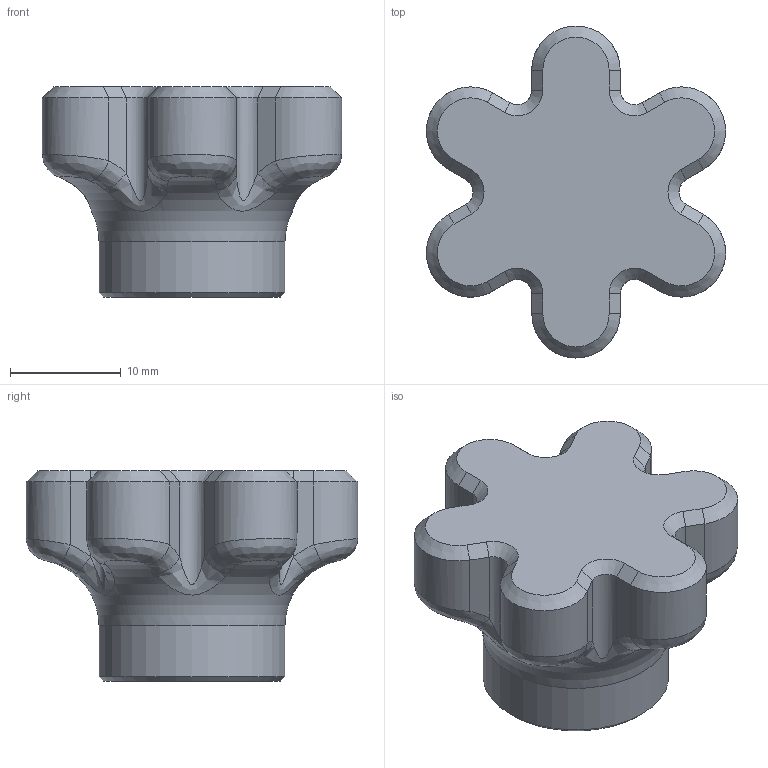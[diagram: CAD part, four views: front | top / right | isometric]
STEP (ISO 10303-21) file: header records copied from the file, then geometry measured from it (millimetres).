
FILE_DESCRIPTION(/* description */ ('Unknown'),/* implementation_level */ '2;1');
FILE_NAME(/* name */ 'knob',/* time_stamp */ '2025-03-07T22:50:29+01:00',/* author */ ('Unknown'),/* organization */ ('Unknown'),/* preprocessor_version */ 'ST-DEVELOPER v19.4',/* originating_system */ 'Solid Edge',/* authorisation */ 'Unknown');
FILE_SCHEMA (('AUTOMOTIVE_DESIGN {1 0 10303 214 3 1 1}'));
Length unit declared in the file: millimetre
Products named in the file (1): knob
Bounding box: 27.05 x 30 x 19 mm (x, y, z)
Volume: 6230.9 mm3; surface area: 2511 mm2
Topology: 1 solids, 1 shells, 80 faces, 181 edges, 104 vertices
Faces by surface type: plane 27, bspline 24, cylinder 14, cone 14, torus 1
Full cylindrical faces by diameter (mm): 12.8 x1, 16.8 x1
Entity records: 2790 total; most frequent: CARTESIAN_POINT 1173, ORIENTED_EDGE 348, DIRECTION 294, EDGE_CURVE 174, AXIS2_PLACEMENT_3D 111, VERTEX_POINT 102, EDGE_LOOP 86, FACE_BOUND 86
